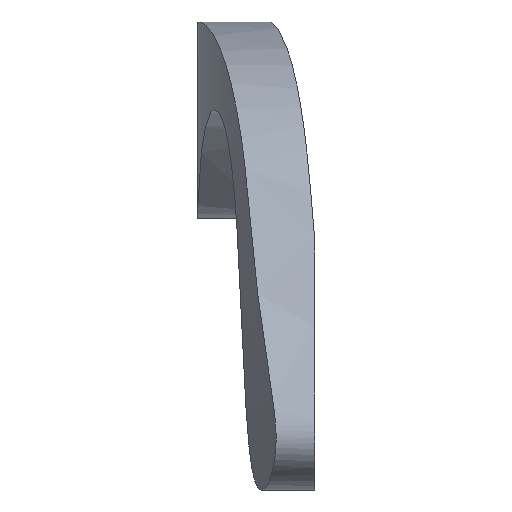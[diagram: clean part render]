
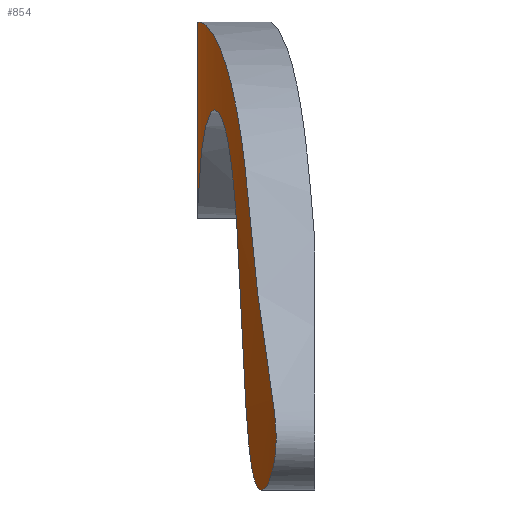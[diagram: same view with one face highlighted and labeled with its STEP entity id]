
A CAD part, left-side view. The second image highlights one B-rep face of the part: STEP entity #854.
In plain terms, the highlighted cylindrical face has radius 305.286 mm (diameter 610.571 mm), a partial arc.
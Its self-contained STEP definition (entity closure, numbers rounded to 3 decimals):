
#41=B_SPLINE_CURVE_WITH_KNOTS('',3,(#1313,#1314,#1315,#1316,#1317,#1318,
#1319,#1320,#1321,#1322,#1323,#1324,#1325,#1326,#1327,#1328,#1329,#1330),
 .UNSPECIFIED.,.F.,.F.,(4,2,2,2,2,2,2,2,4),(0.301,0.32,
0.339,0.358,0.377,0.396,
0.414,0.433,0.452),.UNSPECIFIED.);
#42=B_SPLINE_CURVE_WITH_KNOTS('',3,(#1331,#1332,#1333,#1334,#1335,#1336,
#1337,#1338,#1339,#1340,#1341,#1342,#1343,#1344,#1345,#1346,#1347,#1348),
 .UNSPECIFIED.,.F.,.F.,(4,2,2,2,2,2,2,2,4),(0.151,0.17,
0.188,0.207,0.226,0.245,
0.264,0.283,0.301),.UNSPECIFIED.);
#43=B_SPLINE_CURVE_WITH_KNOTS('',3,(#1358,#1359,#1360,#1361,#1362,#1363,
#1364,#1365,#1366,#1367,#1368,#1369,#1370,#1371,#1372,#1373,#1374,#1375,
#1376,#1377,#1378,#1379,#1380,#1381,#1382,#1383),.UNSPECIFIED.,.F.,.F.,
(4,2,2,2,2,2,2,2,2,2,2,2,4),(-35.646,-33.663,-32.457,
-29.873,-27.958,-26.631,-25.125,
-22.091,-19.393,-18.132,-17.238,
-16.418,-16.37),.UNSPECIFIED.);
#44=B_SPLINE_CURVE_WITH_KNOTS('',3,(#1385,#1386,#1387,#1388,#1389,#1390,
#1391,#1392,#1393,#1394,#1395,#1396,#1397,#1398,#1399,#1400,#1401,#1402,
#1403,#1404,#1405,#1406,#1407,#1408,#1409,#1410,#1411,#1412),
 .UNSPECIFIED.,.F.,.F.,(4,2,2,2,2,2,2,2,2,2,2,2,2,4),(-16.37,
-15.353,-14.562,-13.911,-13.577,
-13.35,-13.107,-12.676,-10.517,
-7.72,-5.243,-3.24,-1.191,
0.),.UNSPECIFIED.);
#85=FACE_OUTER_BOUND('',#129,.T.);
#129=EDGE_LOOP('',(#606,#607,#608,#609,#610,#611,#612));
#184=LINE('',#1415,#253);
#185=LINE('',#1416,#254);
#253=VECTOR('',#1034,10.);
#254=VECTOR('',#1035,10.);
#319=CIRCLE('',#925,305.286);
#368=VERTEX_POINT('',#1310);
#369=VERTEX_POINT('',#1312);
#372=VERTEX_POINT('',#1356);
#373=VERTEX_POINT('',#1357);
#374=VERTEX_POINT('',#1384);
#375=VERTEX_POINT('',#1413);
#462=EDGE_CURVE('',#368,#369,#41,.T.);
#463=EDGE_CURVE('',#369,#368,#42,.T.);
#467=EDGE_CURVE('',#372,#373,#43,.T.);
#468=EDGE_CURVE('',#373,#374,#44,.T.);
#469=EDGE_CURVE('',#374,#375,#319,.T.);
#470=EDGE_CURVE('',#369,#375,#184,.T.);
#471=EDGE_CURVE('',#372,#369,#185,.T.);
#606=ORIENTED_EDGE('',*,*,#467,.T.);
#607=ORIENTED_EDGE('',*,*,#468,.T.);
#608=ORIENTED_EDGE('',*,*,#469,.T.);
#609=ORIENTED_EDGE('',*,*,#470,.F.);
#610=ORIENTED_EDGE('',*,*,#462,.F.);
#611=ORIENTED_EDGE('',*,*,#463,.F.);
#612=ORIENTED_EDGE('',*,*,#471,.F.);
#834=CYLINDRICAL_SURFACE('',#924,305.286);
#854=ADVANCED_FACE('',(#85),#834,.T.);
#924=AXIS2_PLACEMENT_3D('',#1355,#1030,#1031);
#925=AXIS2_PLACEMENT_3D('',#1414,#1032,#1033);
#1030=DIRECTION('center_axis',(0.,0.,1.));
#1031=DIRECTION('ref_axis',(0.,1.,0.));
#1032=DIRECTION('center_axis',(0.,0.,-1.));
#1033=DIRECTION('ref_axis',(0.,1.,0.));
#1034=DIRECTION('',(0.,0.,1.));
#1035=DIRECTION('',(0.,0.,1.));
#1310=CARTESIAN_POINT('',(-1.,9.998,-6.));
#1312=CARTESIAN_POINT('',(0.,10.,-6.));
#1313=CARTESIAN_POINT('Ctrl Pts',(-1.,9.998,-6.));
#1314=CARTESIAN_POINT('Ctrl Pts',(-1.,9.998,-5.937));
#1315=CARTESIAN_POINT('Ctrl Pts',(-0.987,9.998,-5.87));
#1316=CARTESIAN_POINT('Ctrl Pts',(-0.936,9.999,-5.747));
#1317=CARTESIAN_POINT('Ctrl Pts',(-0.898,9.999,-5.691));
#1318=CARTESIAN_POINT('Ctrl Pts',(-0.809,9.999,-5.602));
#1319=CARTESIAN_POINT('Ctrl Pts',(-0.753,9.999,-5.564));
#1320=CARTESIAN_POINT('Ctrl Pts',(-0.63,9.999,-5.513));
#1321=CARTESIAN_POINT('Ctrl Pts',(-0.563,9.999,-5.5));
#1322=CARTESIAN_POINT('Ctrl Pts',(-0.437,10.,-5.5));
#1323=CARTESIAN_POINT('Ctrl Pts',(-0.37,10.,-5.513));
#1324=CARTESIAN_POINT('Ctrl Pts',(-0.247,10.,-5.564));
#1325=CARTESIAN_POINT('Ctrl Pts',(-0.191,10.,-5.602));
#1326=CARTESIAN_POINT('Ctrl Pts',(-0.102,10.,-5.691));
#1327=CARTESIAN_POINT('Ctrl Pts',(-0.064,10.,
-5.747));
#1328=CARTESIAN_POINT('Ctrl Pts',(-0.013,10.,-5.87));
#1329=CARTESIAN_POINT('Ctrl Pts',(0.,10.,-5.937));
#1330=CARTESIAN_POINT('Ctrl Pts',(0.,10.,-6.));
#1331=CARTESIAN_POINT('Ctrl Pts',(0.,10.,-6.));
#1332=CARTESIAN_POINT('Ctrl Pts',(0.,10.,-6.063));
#1333=CARTESIAN_POINT('Ctrl Pts',(-0.013,10.,-6.13));
#1334=CARTESIAN_POINT('Ctrl Pts',(-0.064,10.,
-6.253));
#1335=CARTESIAN_POINT('Ctrl Pts',(-0.102,10.,-6.309));
#1336=CARTESIAN_POINT('Ctrl Pts',(-0.191,10.,-6.398));
#1337=CARTESIAN_POINT('Ctrl Pts',(-0.247,10.,-6.436));
#1338=CARTESIAN_POINT('Ctrl Pts',(-0.37,10.,-6.487));
#1339=CARTESIAN_POINT('Ctrl Pts',(-0.437,10.,-6.5));
#1340=CARTESIAN_POINT('Ctrl Pts',(-0.563,9.999,-6.5));
#1341=CARTESIAN_POINT('Ctrl Pts',(-0.63,9.999,-6.487));
#1342=CARTESIAN_POINT('Ctrl Pts',(-0.753,9.999,-6.436));
#1343=CARTESIAN_POINT('Ctrl Pts',(-0.809,9.999,-6.398));
#1344=CARTESIAN_POINT('Ctrl Pts',(-0.898,9.999,-6.309));
#1345=CARTESIAN_POINT('Ctrl Pts',(-0.936,9.999,-6.253));
#1346=CARTESIAN_POINT('Ctrl Pts',(-0.987,9.998,-6.13));
#1347=CARTESIAN_POINT('Ctrl Pts',(-1.,9.998,-6.063));
#1348=CARTESIAN_POINT('Ctrl Pts',(-1.,9.998,-6.));
#1355=CARTESIAN_POINT('Origin',(0.,-295.286,-20.));
#1356=CARTESIAN_POINT('',(0.,10.,-16.773));
#1357=CARTESIAN_POINT('',(-57.5,4.536,-40.));
#1358=CARTESIAN_POINT('Ctrl Pts',(0.,10.,-16.773));
#1359=CARTESIAN_POINT('Ctrl Pts',(-2.635,10.,-16.548));
#1360=CARTESIAN_POINT('Ctrl Pts',(-4.777,9.978,-15.604));
#1361=CARTESIAN_POINT('Ctrl Pts',(-9.708,9.851,-13.214));
#1362=CARTESIAN_POINT('Ctrl Pts',(-11.833,9.781,-12.153));
#1363=CARTESIAN_POINT('Ctrl Pts',(-19.692,9.411,-8.894));
#1364=CARTESIAN_POINT('Ctrl Pts',(-23.89,9.082,-7.979));
#1365=CARTESIAN_POINT('Ctrl Pts',(-29.593,8.572,-7.403));
#1366=CARTESIAN_POINT('Ctrl Pts',(-32.112,8.316,-7.433));
#1367=CARTESIAN_POINT('Ctrl Pts',(-36.134,7.858,-8.325));
#1368=CARTESIAN_POINT('Ctrl Pts',(-37.697,7.667,-8.925));
#1369=CARTESIAN_POINT('Ctrl Pts',(-40.748,7.273,-10.857));
#1370=CARTESIAN_POINT('Ctrl Pts',(-42.064,7.09,-12.19));
#1371=CARTESIAN_POINT('Ctrl Pts',(-45.384,6.616,-16.948));
#1372=CARTESIAN_POINT('Ctrl Pts',(-46.655,6.416,-21.012));
#1373=CARTESIAN_POINT('Ctrl Pts',(-48.728,6.088,-28.524));
#1374=CARTESIAN_POINT('Ctrl Pts',(-49.551,5.954,-31.932));
#1375=CARTESIAN_POINT('Ctrl Pts',(-51.363,5.649,-35.897));
#1376=CARTESIAN_POINT('Ctrl Pts',(-52.049,5.532,-37.049));
#1377=CARTESIAN_POINT('Ctrl Pts',(-53.521,5.272,-38.609));
#1378=CARTESIAN_POINT('Ctrl Pts',(-54.22,5.148,-39.135));
#1379=CARTESIAN_POINT('Ctrl Pts',(-55.77,4.864,-39.82));
#1380=CARTESIAN_POINT('Ctrl Pts',(-56.555,4.717,-39.982));
#1381=CARTESIAN_POINT('Ctrl Pts',(-57.406,4.554,-40.));
#1382=CARTESIAN_POINT('Ctrl Pts',(-57.453,4.545,-40.));
#1383=CARTESIAN_POINT('Ctrl Pts',(-57.5,4.536,-40.));
#1384=CARTESIAN_POINT('',(-12.5,9.744,0.));
#1385=CARTESIAN_POINT('Ctrl Pts',(-57.5,4.536,-40.));
#1386=CARTESIAN_POINT('Ctrl Pts',(-58.496,4.345,-40.));
#1387=CARTESIAN_POINT('Ctrl Pts',(-59.468,4.153,-39.78));
#1388=CARTESIAN_POINT('Ctrl Pts',(-60.979,3.849,-39.175));
#1389=CARTESIAN_POINT('Ctrl Pts',(-61.626,3.716,-38.814));
#1390=CARTESIAN_POINT('Ctrl Pts',(-62.63,3.507,-37.993));
#1391=CARTESIAN_POINT('Ctrl Pts',(-63.04,3.421,-37.544));
#1392=CARTESIAN_POINT('Ctrl Pts',(-63.459,3.332,-36.755));
#1393=CARTESIAN_POINT('Ctrl Pts',(-63.565,3.309,-36.472));
#1394=CARTESIAN_POINT('Ctrl Pts',(-63.667,3.287,-35.971));
#1395=CARTESIAN_POINT('Ctrl Pts',(-63.686,3.283,-35.766));
#1396=CARTESIAN_POINT('Ctrl Pts',(-63.685,3.284,-35.337));
#1397=CARTESIAN_POINT('Ctrl Pts',(-63.66,3.289,-35.117));
#1398=CARTESIAN_POINT('Ctrl Pts',(-63.54,3.314,-34.515));
#1399=CARTESIAN_POINT('Ctrl Pts',(-63.404,3.343,-34.142));
#1400=CARTESIAN_POINT('Ctrl Pts',(-62.415,3.553,-32.012));
#1401=CARTESIAN_POINT('Ctrl Pts',(-60.571,3.938,-30.081));
#1402=CARTESIAN_POINT('Ctrl Pts',(-55.91,4.849,-23.78));
#1403=CARTESIAN_POINT('Ctrl Pts',(-54.593,5.085,-21.048));
#1404=CARTESIAN_POINT('Ctrl Pts',(-51.189,5.682,-14.717));
#1405=CARTESIAN_POINT('Ctrl Pts',(-49.534,5.964,-11.862));
#1406=CARTESIAN_POINT('Ctrl Pts',(-45.169,6.646,-7.324));
#1407=CARTESIAN_POINT('Ctrl Pts',(-42.699,7.019,-5.497));
#1408=CARTESIAN_POINT('Ctrl Pts',(-35.823,7.911,-2.49));
#1409=CARTESIAN_POINT('Ctrl Pts',(-31.229,8.474,-1.231));
#1410=CARTESIAN_POINT('Ctrl Pts',(-20.541,9.334,-0.142));
#1411=CARTESIAN_POINT('Ctrl Pts',(-16.468,9.581,0.));
#1412=CARTESIAN_POINT('Ctrl Pts',(-12.5,9.744,0.));
#1413=CARTESIAN_POINT('',(0.,10.,0.));
#1414=CARTESIAN_POINT('Origin',(0.,-295.286,0.));
#1415=CARTESIAN_POINT('',(0.,10.,-20.));
#1416=CARTESIAN_POINT('',(0.,10.,-20.));
